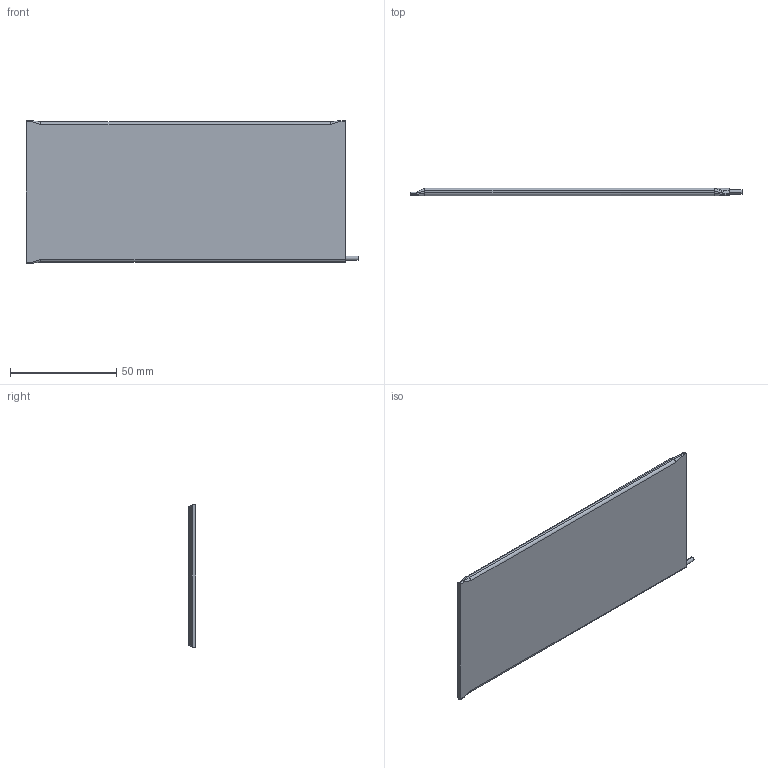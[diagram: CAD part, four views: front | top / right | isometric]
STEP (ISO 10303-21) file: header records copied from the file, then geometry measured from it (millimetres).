
FILE_DESCRIPTION (( 'STEP AP214' ), '1' );
FILE_NAME ('CELSIA_W67.0L150.0T3.5.STEP', '2025-11-14T10:32:29', ( '' ), ( '' ), 'SwSTEP 2.0', 'SolidWorks 2023', '' );
FILE_SCHEMA (( 'AUTOMOTIVE_DESIGN' ));
Length unit declared in the file: millimetre
Products named in the file (1): CELSIA_W67.0L150.0T3.5
Bounding box: 156 x 3.5 x 67 mm (x, y, z)
Volume: 33160.7 mm3; surface area: 20808.1 mm2
Topology: 1 solids, 1 shells, 265 faces, 687 edges, 452 vertices
Faces by surface type: plane 142, bspline 109, cylinder 14
Entity records: 14002 total; most frequent: CARTESIAN_POINT 8237, ORIENTED_EDGE 1374, DIRECTION 800, EDGE_CURVE 687, VERTEX_POINT 452, LINE 450, VECTOR 450, EDGE_LOOP 293
